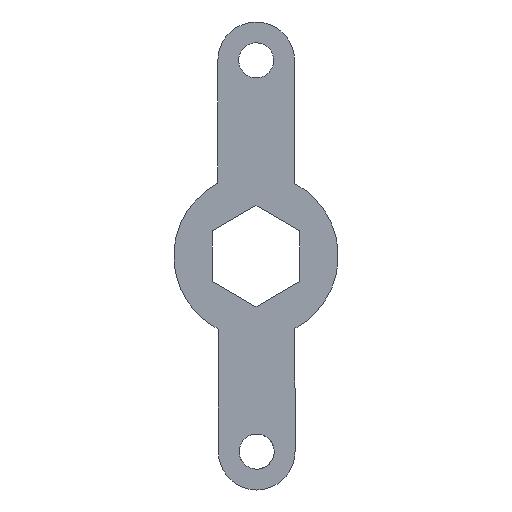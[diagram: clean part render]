
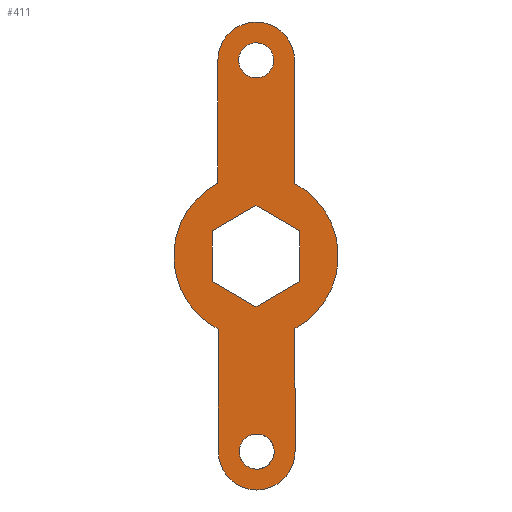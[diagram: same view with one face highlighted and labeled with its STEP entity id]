
A CAD part, left-side view. The second image highlights one B-rep face of the part: STEP entity #411.
In plain terms, the highlighted planar face has unit normal (-1, 0, 0).
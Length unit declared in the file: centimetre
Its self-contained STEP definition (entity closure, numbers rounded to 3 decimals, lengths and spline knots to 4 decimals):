
#23=FACE_BOUND('',#89,.T.);
#24=FACE_BOUND('',#90,.T.);
#25=FACE_BOUND('',#91,.T.);
#27=CIRCLE('',#427,0.7002);
#29=CIRCLE('',#432,0.7002);
#31=CIRCLE('',#437,0.32);
#33=CIRCLE('',#440,0.32);
#37=CIRCLE('',#446,1.5);
#38=CIRCLE('',#447,0.7);
#39=CIRCLE('',#448,1.5);
#62=FACE_OUTER_BOUND('',#88,.T.);
#88=EDGE_LOOP('',(#343,#344,#345,#346,#347,#348,#349,#350,#351,#352,#353));
#89=EDGE_LOOP('',(#354,#355,#356,#357,#358,#359));
#90=EDGE_LOOP('',(#360));
#91=EDGE_LOOP('',(#361));
#97=LINE('',#571,#138);
#101=LINE('',#579,#142);
#104=LINE('',#585,#145);
#107=LINE('',#591,#148);
#110=LINE('',#597,#151);
#113=LINE('',#602,#154);
#118=LINE('',#617,#159);
#122=LINE('',#624,#163);
#126=LINE('',#638,#167);
#130=LINE('',#645,#171);
#133=LINE('',#670,#174);
#134=LINE('',#673,#175);
#138=VECTOR('',#458,1.);
#142=VECTOR('',#464,1.);
#145=VECTOR('',#469,1.);
#148=VECTOR('',#474,1.);
#151=VECTOR('',#479,1.);
#154=VECTOR('',#484,1.);
#159=VECTOR('',#497,1.);
#163=VECTOR('',#503,1.);
#167=VECTOR('',#515,1.);
#171=VECTOR('',#521,1.);
#174=VECTOR('',#550,1.);
#175=VECTOR('',#553,1.);
#179=VERTEX_POINT('',#569);
#180=VERTEX_POINT('',#570);
#183=VERTEX_POINT('',#578);
#185=VERTEX_POINT('',#584);
#187=VERTEX_POINT('',#590);
#189=VERTEX_POINT('',#596);
#193=VERTEX_POINT('',#608);
#194=VERTEX_POINT('',#610);
#196=VERTEX_POINT('',#616);
#198=VERTEX_POINT('',#622);
#201=VERTEX_POINT('',#629);
#202=VERTEX_POINT('',#631);
#204=VERTEX_POINT('',#637);
#206=VERTEX_POINT('',#643);
#208=VERTEX_POINT('',#649);
#210=VERTEX_POINT('',#654);
#214=VERTEX_POINT('',#667);
#215=VERTEX_POINT('',#669);
#216=VERTEX_POINT('',#671);
#217=EDGE_CURVE('',#179,#180,#97,.T.);
#221=EDGE_CURVE('',#180,#183,#101,.T.);
#224=EDGE_CURVE('',#183,#185,#104,.T.);
#227=EDGE_CURVE('',#185,#187,#107,.T.);
#230=EDGE_CURVE('',#187,#189,#110,.T.);
#233=EDGE_CURVE('',#189,#179,#113,.T.);
#237=EDGE_CURVE('',#194,#193,#27,.T.);
#240=EDGE_CURVE('',#196,#194,#118,.T.);
#244=EDGE_CURVE('',#193,#198,#122,.T.);
#247=EDGE_CURVE('',#202,#201,#29,.T.);
#250=EDGE_CURVE('',#204,#202,#126,.T.);
#254=EDGE_CURVE('',#201,#206,#130,.T.);
#256=EDGE_CURVE('',#208,#208,#31,.T.);
#258=EDGE_CURVE('',#210,#210,#33,.T.);
#264=EDGE_CURVE('',#204,#198,#37,.T.);
#265=EDGE_CURVE('',#214,#206,#38,.T.);
#266=EDGE_CURVE('',#215,#214,#133,.T.);
#267=EDGE_CURVE('',#216,#215,#39,.T.);
#268=EDGE_CURVE('',#196,#216,#134,.T.);
#343=ORIENTED_EDGE('',*,*,#240,.T.);
#344=ORIENTED_EDGE('',*,*,#237,.T.);
#345=ORIENTED_EDGE('',*,*,#244,.T.);
#346=ORIENTED_EDGE('',*,*,#264,.F.);
#347=ORIENTED_EDGE('',*,*,#250,.T.);
#348=ORIENTED_EDGE('',*,*,#247,.T.);
#349=ORIENTED_EDGE('',*,*,#254,.T.);
#350=ORIENTED_EDGE('',*,*,#265,.F.);
#351=ORIENTED_EDGE('',*,*,#266,.F.);
#352=ORIENTED_EDGE('',*,*,#267,.F.);
#353=ORIENTED_EDGE('',*,*,#268,.F.);
#354=ORIENTED_EDGE('',*,*,#227,.T.);
#355=ORIENTED_EDGE('',*,*,#230,.T.);
#356=ORIENTED_EDGE('',*,*,#233,.T.);
#357=ORIENTED_EDGE('',*,*,#217,.T.);
#358=ORIENTED_EDGE('',*,*,#221,.T.);
#359=ORIENTED_EDGE('',*,*,#224,.T.);
#360=ORIENTED_EDGE('',*,*,#258,.T.);
#361=ORIENTED_EDGE('',*,*,#256,.T.);
#393=PLANE('',#445);
#411=ADVANCED_FACE('',(#62,#23,#24,#25),#393,.F.);
#427=AXIS2_PLACEMENT_3D('',#611,#491,#492);
#432=AXIS2_PLACEMENT_3D('',#632,#509,#510);
#437=AXIS2_PLACEMENT_3D('',#650,#526,#527);
#440=AXIS2_PLACEMENT_3D('',#655,#532,#533);
#445=AXIS2_PLACEMENT_3D('',#665,#544,#545);
#446=AXIS2_PLACEMENT_3D('',#666,#546,#547);
#447=AXIS2_PLACEMENT_3D('',#668,#548,#549);
#448=AXIS2_PLACEMENT_3D('',#672,#551,#552);
#458=DIRECTION('',(0.,-0.866,0.5));
#464=DIRECTION('',(0.,-0.866,-0.5));
#469=DIRECTION('',(0.,0.,-1.));
#474=DIRECTION('',(0.,0.866,-0.5));
#479=DIRECTION('',(0.,0.866,0.5));
#484=DIRECTION('',(0.,0.,1.));
#491=DIRECTION('center_axis',(-1.,0.,0.));
#492=DIRECTION('ref_axis',(0.,-1.,0.001));
#497=DIRECTION('',(0.,-0.001,-1.));
#503=DIRECTION('',(0.,0.001,1.));
#509=DIRECTION('center_axis',(-1.,0.,0.));
#510=DIRECTION('ref_axis',(0.,1.,-0.001));
#515=DIRECTION('',(0.,0.001,1.));
#521=DIRECTION('',(0.,-0.001,-1.));
#526=DIRECTION('center_axis',(1.,0.,0.));
#527=DIRECTION('ref_axis',(0.,1.,0.));
#532=DIRECTION('center_axis',(1.,0.,0.));
#533=DIRECTION('ref_axis',(0.,1.,0.));
#544=DIRECTION('center_axis',(1.,0.,0.));
#545=DIRECTION('ref_axis',(0.,0.,-1.));
#546=DIRECTION('center_axis',(1.,0.,0.));
#547=DIRECTION('ref_axis',(0.,0.,-1.));
#548=DIRECTION('center_axis',(1.,0.,0.));
#549=DIRECTION('ref_axis',(0.,1.,-0.001));
#550=DIRECTION('',(0.,0.001,1.));
#551=DIRECTION('center_axis',(1.,0.,0.));
#552=DIRECTION('ref_axis',(0.,0.,-1.));
#553=DIRECTION('',(0.,0.001,1.));
#569=CARTESIAN_POINT('',(0.,23.8625,4.0244));
#570=CARTESIAN_POINT('',(0.,23.0625,4.4863));
#571=CARTESIAN_POINT('',(0.,23.262,4.3711));
#578=CARTESIAN_POINT('',(0.,22.2625,4.0244));
#579=CARTESIAN_POINT('',(0.,22.463,4.1401));
#584=CARTESIAN_POINT('',(0.,22.2625,3.1006));
#585=CARTESIAN_POINT('',(0.,22.2625,3.3327));
#590=CARTESIAN_POINT('',(0.,23.0625,2.6387));
#591=CARTESIAN_POINT('',(0.,22.862,2.7545));
#596=CARTESIAN_POINT('',(0.,23.8625,3.1006));
#597=CARTESIAN_POINT('',(0.,23.663,2.9854));
#602=CARTESIAN_POINT('',(0.,23.8625,3.7946));
#608=CARTESIAN_POINT('',(0.,22.3496,-0.0021));
#610=CARTESIAN_POINT('',(0.,23.7501,-0.0038));
#611=CARTESIAN_POINT('Origin',(0.,23.0499,-0.0029));
#616=CARTESIAN_POINT('',(0.,23.7513,0.996));
#617=CARTESIAN_POINT('',(0.,23.7501,-0.0038));
#622=CARTESIAN_POINT('',(0.,22.3525,2.2412));
#624=CARTESIAN_POINT('',(0.,22.3586,7.1335));
#629=CARTESIAN_POINT('',(0.,23.759,7.1318));
#631=CARTESIAN_POINT('',(0.,22.3586,7.1335));
#632=CARTESIAN_POINT('Origin',(0.,23.0588,7.1326));
#637=CARTESIAN_POINT('',(0.,22.3558,4.8856));
#638=CARTESIAN_POINT('',(0.,22.3586,7.1335));
#643=CARTESIAN_POINT('',(0.,23.7578,6.1701));
#645=CARTESIAN_POINT('',(0.,23.7501,-0.0038));
#649=CARTESIAN_POINT('',(0.,22.9659,6.8264));
#650=CARTESIAN_POINT('Origin',(0.,23.0588,7.1326));
#654=CARTESIAN_POINT('',(0.,22.9573,0.3034));
#655=CARTESIAN_POINT('Origin',(0.,23.0499,-0.0029));
#665=CARTESIAN_POINT('Origin',(0.,23.0625,3.5649));
#666=CARTESIAN_POINT('Origin',(0.,23.0625,3.5625));
#667=CARTESIAN_POINT('',(0.,23.7588,6.1316));
#668=CARTESIAN_POINT('Origin',(0.,23.0588,6.1326));
#669=CARTESIAN_POINT('',(0.,23.757,4.892));
#670=CARTESIAN_POINT('',(0.,23.7513,0.996));
#671=CARTESIAN_POINT('',(0.,23.7531,2.2309));
#672=CARTESIAN_POINT('Origin',(0.,23.0625,3.5625));
#673=CARTESIAN_POINT('',(0.,23.7513,0.996));
